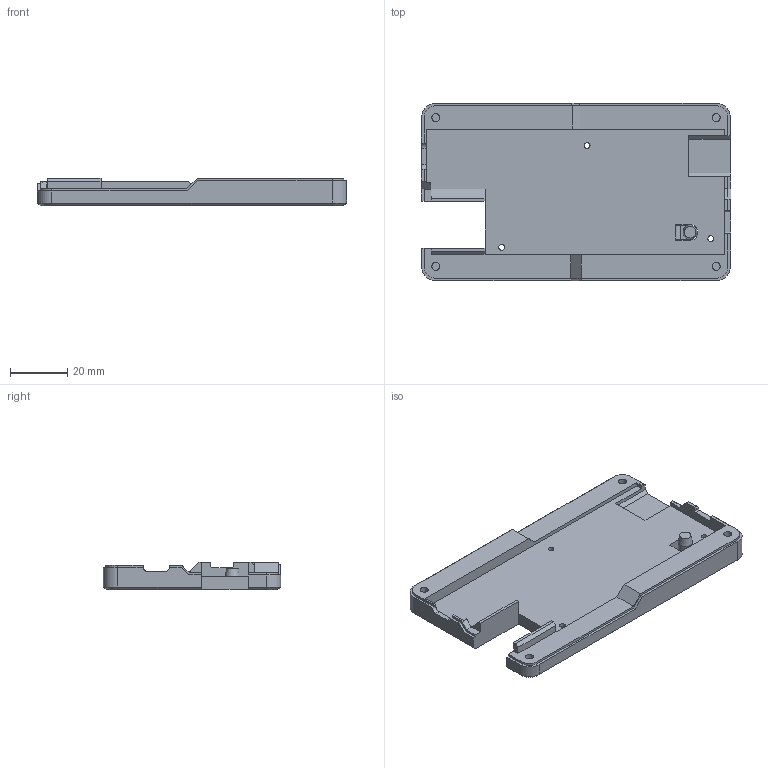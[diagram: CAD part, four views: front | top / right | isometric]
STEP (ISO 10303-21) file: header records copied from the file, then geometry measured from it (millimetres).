
FILE_DESCRIPTION(('FreeCAD Model'),'2;1');
FILE_NAME('Open CASCADE Shape Model','2024-01-27T20:08:23',(''),(''), 'Open CASCADE STEP processor 7.6','FreeCAD','Unknown');
FILE_SCHEMA(('AUTOMOTIVE_DESIGN { 1 0 10303 214 1 1 1 1 }'));
Length unit declared in the file: millimetre
Products named in the file (1): Top housing
Bounding box: 108 x 62 x 9.7 mm (x, y, z)
Volume: 34238.4 mm3; surface area: 16694.7 mm2
Topology: 1 solids, 1 shells, 117 faces, 318 edges, 207 vertices
Faces by surface type: plane 88, cylinder 20, cone 9
Full cylindrical faces by diameter (mm): 2 x3, 2.8 x4, 5 x1
Entity records: 7880 total; most frequent: CARTESIAN_POINT 1405, DIRECTION 1222, LINE 857, VECTOR 857, ORIENTED_EDGE 636, PCURVE 636, DEFINITIONAL_REPRESENTATION 636, EDGE_CURVE 318
